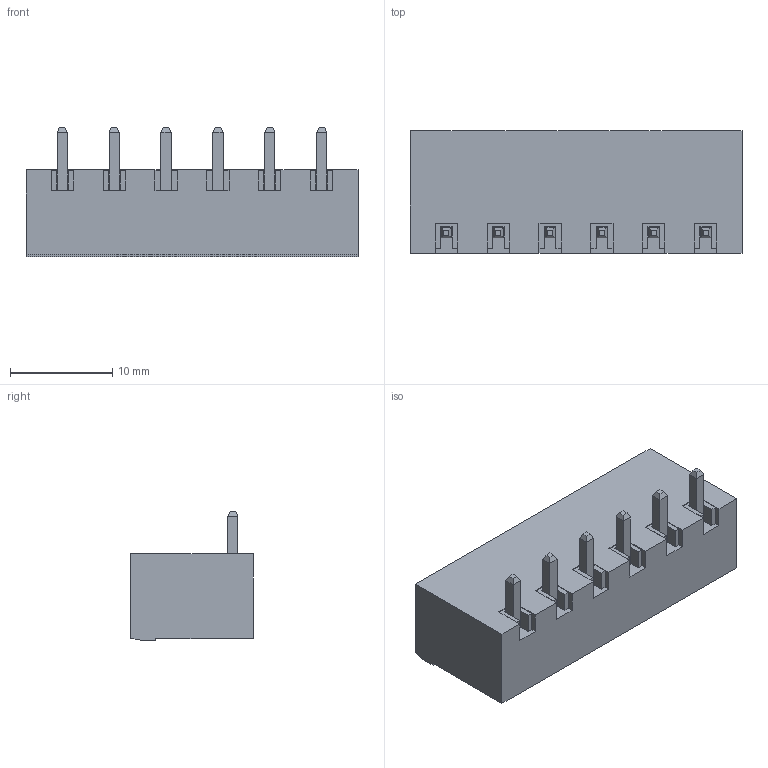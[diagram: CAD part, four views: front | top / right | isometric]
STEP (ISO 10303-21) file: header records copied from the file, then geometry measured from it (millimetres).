
FILE_DESCRIPTION (( 'STEP AP214' ), '1' );
FILE_NAME ('D7B3B940-0D0D-427A-AFB6-586A85704C54.STEP', '2024-11-11T13:49:09', ( '' ), ( '' ), 'SwSTEP 2.0', 'SolidWorks 2022', '' );
FILE_SCHEMA (( 'AUTOMOTIVE_DESIGN' ));
Length unit declared in the file: millimetre
Products named in the file (1): D7B3B940-0D0D-427A-AFB6-586A85704C54
Bounding box: 32.48 x 12 x 12.65 mm (x, y, z)
Volume: 1399.2 mm3; surface area: 2622.4 mm2
Topology: 1 solids, 1 shells, 323 faces, 855 edges, 546 vertices
Faces by surface type: plane 293, torus 12, cylinder 12, bspline 6
Entity records: 13012 total; most frequent: CARTESIAN_POINT 1983, ORIENTED_EDGE 1710, DIRECTION 1491, EDGE_CURVE 855, LINE 711, VECTOR 711, VERTEX_POINT 546, AXIS2_PLACEMENT_3D 390
